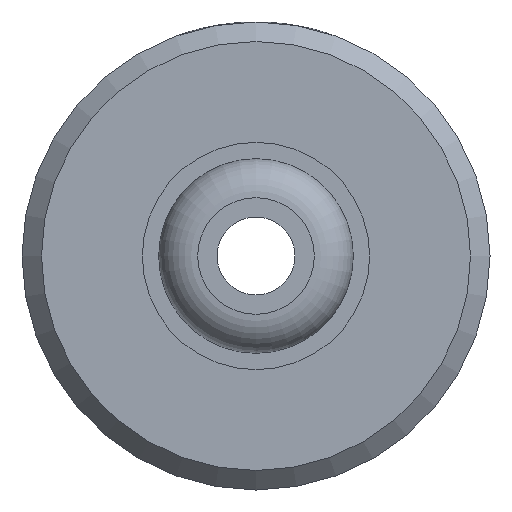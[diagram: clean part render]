
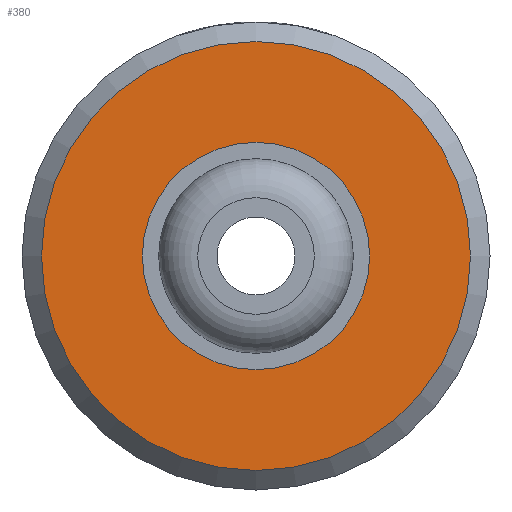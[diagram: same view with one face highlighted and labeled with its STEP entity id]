
A CAD part, front view. The second image highlights one B-rep face of the part: STEP entity #380.
In plain terms, the highlighted planar face has unit normal (0, -1, 0).
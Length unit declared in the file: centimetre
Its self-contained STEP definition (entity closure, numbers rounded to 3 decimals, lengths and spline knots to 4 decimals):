
#106=PLANE('',#142);
#120=CIRCLE('',#141,0.55);
#121=CIRCLE('',#143,0.2915);
#141=AXIS2_PLACEMENT_3D('',#710,#213,#214);
#142=AXIS2_PLACEMENT_3D('',#712,#215,$);
#143=AXIS2_PLACEMENT_3D('',#713,#216,#217);
#178=VERTEX_POINT('',#711);
#179=VERTEX_POINT('',#714);
#213=DIRECTION('',(0.,1.,0.));
#214=DIRECTION('',(-0.55,0.,0.));
#215=DIRECTION('',(0.,-1.,0.));
#216=DIRECTION('',(0.,1.,0.));
#217=DIRECTION('',(0.292,0.,0.));
#256=EDGE_CURVE('',#178,#178,#120,.T.);
#257=EDGE_CURVE('',#179,#179,#121,.T.);
#282=ORIENTED_EDGE('',*,*,#257,.T.);
#283=ORIENTED_EDGE('',*,*,#256,.F.);
#317=EDGE_LOOP('',(#282));
#318=EDGE_LOOP('',(#283));
#352=FACE_BOUND('',#317,.T.);
#353=FACE_BOUND('',#318,.T.);
#380=ADVANCED_FACE('',(#352,#353),#106,.T.);
#710=CARTESIAN_POINT('',(0.,-1.,0.));
#711=CARTESIAN_POINT('',(0.55,-1.,0.));
#712=CARTESIAN_POINT('',(0.4458,-1.,0.));
#713=CARTESIAN_POINT('',(0.,-1.,0.));
#714=CARTESIAN_POINT('',(0.2915,-1.,0.));
